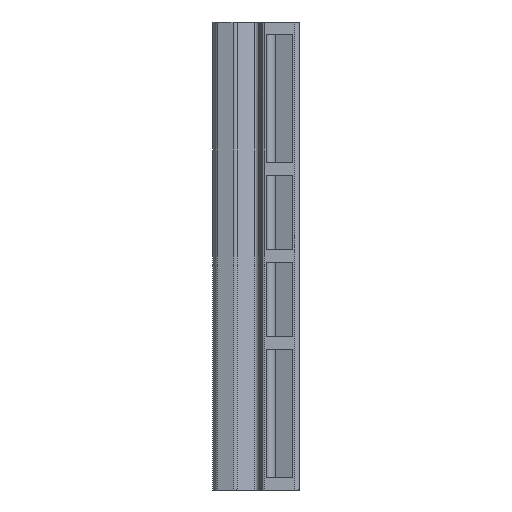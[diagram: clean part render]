
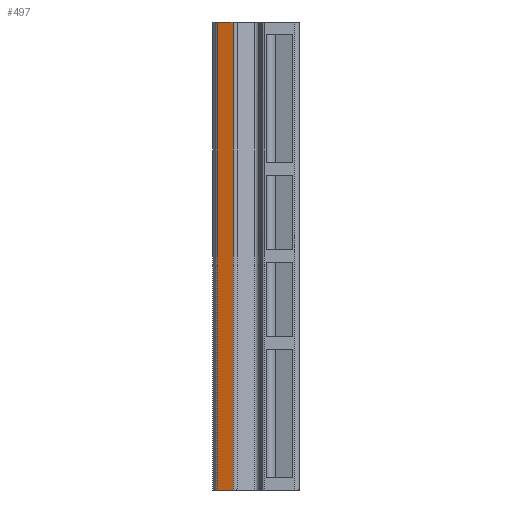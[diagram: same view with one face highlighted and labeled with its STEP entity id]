
A CAD part, front view. The second image highlights one B-rep face of the part: STEP entity #497.
In plain terms, the highlighted free-form (B-spline) face has degree [1, 1] with [2, 2] control points.
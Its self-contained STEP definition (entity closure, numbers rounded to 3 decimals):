
#497 = ADVANCED_FACE('',(#498),#528,.T.);
#498 = FACE_BOUND('',#499,.T.);
#499 = EDGE_LOOP('',(#500,#509,#516,#523));
#500 = ORIENTED_EDGE('',*,*,#501,.T.);
#501 = EDGE_CURVE('',#502,#504,#506,.T.);
#502 = VERTEX_POINT('',#503);
#503 = CARTESIAN_POINT('',(-167.907,-31.266,
    1009.721));
#504 = VERTEX_POINT('',#505);
#505 = CARTESIAN_POINT('',(-98.958,-48.638,
    1009.721));
#506 = B_SPLINE_CURVE_WITH_KNOTS('',1,(#507,#508),.UNSPECIFIED.,.F.,.F.,
  (2,2),(0.,48.304),.PIECEWISE_BEZIER_KNOTS.);
#507 = CARTESIAN_POINT('',(-167.907,-31.266,
    1009.721));
#508 = CARTESIAN_POINT('',(-98.958,-48.638,
    1009.721));
#509 = ORIENTED_EDGE('',*,*,#510,.T.);
#510 = EDGE_CURVE('',#504,#511,#513,.T.);
#511 = VERTEX_POINT('',#512);
#512 = CARTESIAN_POINT('',(-98.958,-48.638,
    -1009.721));
#513 = B_SPLINE_CURVE_WITH_KNOTS('',1,(#514,#515),.UNSPECIFIED.,.F.,.F.,
  (2,2),(0.,1371.9),.PIECEWISE_BEZIER_KNOTS.);
#514 = CARTESIAN_POINT('',(-98.958,-48.638,
    1009.721));
#515 = CARTESIAN_POINT('',(-98.958,-48.638,
    -1009.721));
#516 = ORIENTED_EDGE('',*,*,#517,.T.);
#517 = EDGE_CURVE('',#511,#518,#520,.T.);
#518 = VERTEX_POINT('',#519);
#519 = CARTESIAN_POINT('',(-167.907,-31.266,
    -1009.721));
#520 = B_SPLINE_CURVE_WITH_KNOTS('',1,(#521,#522),.UNSPECIFIED.,.F.,.F.,
  (2,2),(0.,48.304),.PIECEWISE_BEZIER_KNOTS.);
#521 = CARTESIAN_POINT('',(-98.958,-48.638,
    -1009.721));
#522 = CARTESIAN_POINT('',(-167.907,-31.266,
    -1009.721));
#523 = ORIENTED_EDGE('',*,*,#524,.T.);
#524 = EDGE_CURVE('',#518,#502,#525,.T.);
#525 = B_SPLINE_CURVE_WITH_KNOTS('',1,(#526,#527),.UNSPECIFIED.,.F.,.F.,
  (2,2),(0.,1371.9),.PIECEWISE_BEZIER_KNOTS.);
#526 = CARTESIAN_POINT('',(-167.907,-31.266,
    -1009.721));
#527 = CARTESIAN_POINT('',(-167.907,-31.266,
    1009.721));
#528 = B_SPLINE_SURFACE_WITH_KNOTS('',1,1,(
    (#529,#530)
    ,(#531,#532)),.UNSPECIFIED.,.F.,.F.,.F.,(2,2),(2,2),(0.,1.),(0.,1.),
  .PIECEWISE_BEZIER_KNOTS.);
#529 = CARTESIAN_POINT('',(-98.958,-48.638,
    -1009.721));
#530 = CARTESIAN_POINT('',(-98.958,-48.638,
    1009.721));
#531 = CARTESIAN_POINT('',(-167.907,-31.266,
    -1009.721));
#532 = CARTESIAN_POINT('',(-167.907,-31.266,
    1009.721));
